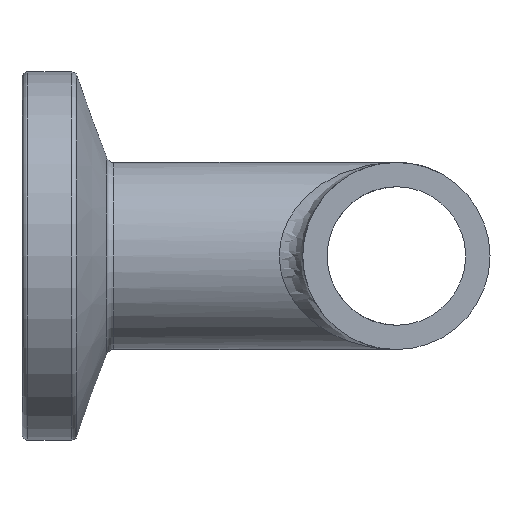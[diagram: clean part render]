
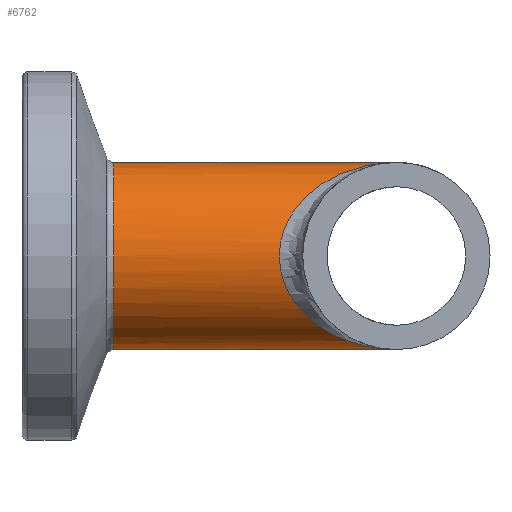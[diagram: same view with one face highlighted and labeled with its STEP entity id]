
A CAD part, left-side view. The second image highlights one B-rep face of the part: STEP entity #6762.
In plain terms, the highlighted cylindrical face has radius 6.35 mm (diameter 12.7 mm), a full revolution.
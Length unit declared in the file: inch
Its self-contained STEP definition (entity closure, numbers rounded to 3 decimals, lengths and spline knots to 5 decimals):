
#79=ELLIPSE('',#7136,0.4002,0.25);
#80=ELLIPSE('',#7137,0.4002,0.25);
#131=FACE_BOUND('',#1264,.T.);
#839=FACE_OUTER_BOUND('',#1263,.T.);
#1263=EDGE_LOOP('',(#6305));
#1264=EDGE_LOOP('',(#6306,#6307));
#2297=CIRCLE('',#7127,0.25);
#3310=VERTEX_POINT('',#14879);
#3311=VERTEX_POINT('',#14880);
#3318=VERTEX_POINT('',#14907);
#4309=EDGE_CURVE('',#3318,#3318,#2297,.T.);
#4318=EDGE_CURVE('',#3310,#3311,#79,.T.);
#4319=EDGE_CURVE('',#3311,#3310,#80,.T.);
#6305=ORIENTED_EDGE('',*,*,#4309,.F.);
#6306=ORIENTED_EDGE('',*,*,#4318,.F.);
#6307=ORIENTED_EDGE('',*,*,#4319,.F.);
#6350=CYLINDRICAL_SURFACE('',#7143,0.25);
#6762=ADVANCED_FACE('',(#839,#131),#6350,.T.);
#7127=AXIS2_PLACEMENT_3D('',#14908,#8324,#8325);
#7136=AXIS2_PLACEMENT_3D('',#15253,#8342,#8343);
#7137=AXIS2_PLACEMENT_3D('',#15304,#8344,#8345);
#7143=AXIS2_PLACEMENT_3D('',#15312,#8356,#8357);
#8324=DIRECTION('center_axis',(0.,1.,0.));
#8325=DIRECTION('ref_axis',(-1.,0.,0.));
#8342=DIRECTION('center_axis',(0.781,-0.625,0.));
#8343=DIRECTION('ref_axis',(0.625,0.781,0.));
#8344=DIRECTION('center_axis',(-0.781,-0.625,0.));
#8345=DIRECTION('ref_axis',(-0.625,0.781,0.));
#8356=DIRECTION('center_axis',(0.,1.,0.));
#8357=DIRECTION('ref_axis',(-1.,0.,0.));
#14879=CARTESIAN_POINT('',(1.875,0.,-0.25));
#14880=CARTESIAN_POINT('',(1.875,0.,0.25));
#14907=CARTESIAN_POINT('',(2.125,0.75492,0.));
#14908=CARTESIAN_POINT('Origin',(1.875,0.75492,0.));
#15253=CARTESIAN_POINT('Origin',(1.875,0.,0.));
#15304=CARTESIAN_POINT('Origin',(1.875,0.,0.));
#15312=CARTESIAN_POINT('Origin',(1.875,0.1875,0.));
